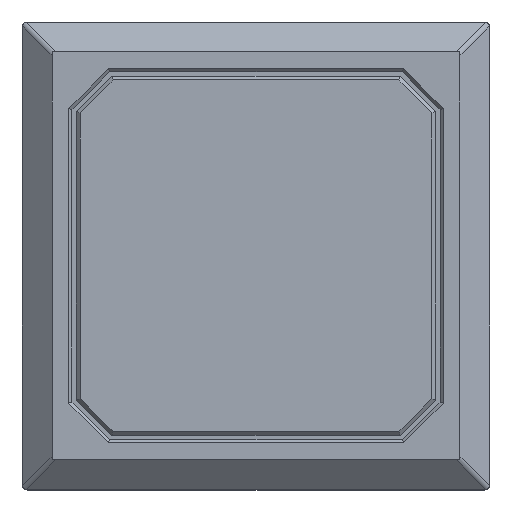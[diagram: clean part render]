
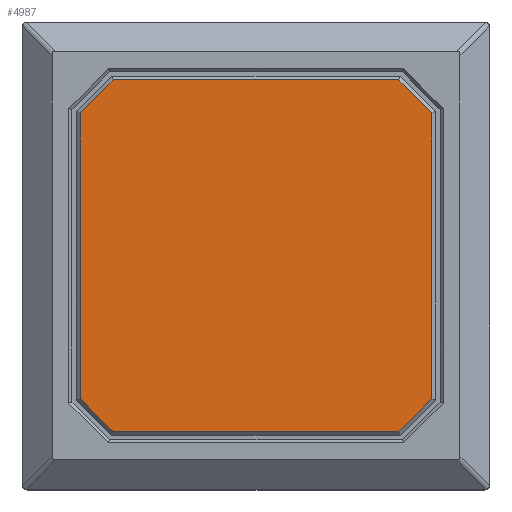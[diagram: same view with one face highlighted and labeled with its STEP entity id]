
A CAD part, top view. The second image highlights one B-rep face of the part: STEP entity #4987.
In plain terms, the highlighted planar face has unit normal (0, 0, 1).
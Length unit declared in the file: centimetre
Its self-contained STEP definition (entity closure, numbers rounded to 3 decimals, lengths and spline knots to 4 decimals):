
#197=FACE_OUTER_BOUND($,#489,.T.);
#489=EDGE_LOOP($,(#3325,#3326,#3327,#3328,#3329,#3330,#3331,#3332));
#937=LINE($,#7247,#1491);
#941=LINE($,#7255,#1495);
#944=LINE($,#7261,#1498);
#947=LINE($,#7267,#1501);
#950=LINE($,#7273,#1504);
#953=LINE($,#7279,#1507);
#956=LINE($,#7285,#1510);
#959=LINE($,#7290,#1513);
#1491=VECTOR($,#5778,0.2493);
#1495=VECTOR($,#5784,1.5274);
#1498=VECTOR($,#5789,0.2493);
#1501=VECTOR($,#5794,1.5274);
#1504=VECTOR($,#5799,0.2493);
#1507=VECTOR($,#5804,1.5274);
#1510=VECTOR($,#5809,0.2493);
#1513=VECTOR($,#5814,1.5274);
#2049=VERTEX_POINT($,#7245);
#2050=VERTEX_POINT($,#7246);
#2053=VERTEX_POINT($,#7254);
#2055=VERTEX_POINT($,#7260);
#2057=VERTEX_POINT($,#7266);
#2059=VERTEX_POINT($,#7272);
#2061=VERTEX_POINT($,#7278);
#2063=VERTEX_POINT($,#7284);
#2529=EDGE_CURVE($,#2049,#2050,#937,.T.);
#2533=EDGE_CURVE($,#2050,#2053,#941,.T.);
#2536=EDGE_CURVE($,#2053,#2055,#944,.T.);
#2539=EDGE_CURVE($,#2055,#2057,#947,.T.);
#2542=EDGE_CURVE($,#2057,#2059,#950,.T.);
#2545=EDGE_CURVE($,#2059,#2061,#953,.T.);
#2548=EDGE_CURVE($,#2061,#2063,#956,.T.);
#2551=EDGE_CURVE($,#2063,#2049,#959,.T.);
#3325=ORIENTED_EDGE($,*,*,#2529,.F.);
#3326=ORIENTED_EDGE($,*,*,#2551,.F.);
#3327=ORIENTED_EDGE($,*,*,#2548,.F.);
#3328=ORIENTED_EDGE($,*,*,#2545,.F.);
#3329=ORIENTED_EDGE($,*,*,#2542,.F.);
#3330=ORIENTED_EDGE($,*,*,#2539,.F.);
#3331=ORIENTED_EDGE($,*,*,#2536,.F.);
#3332=ORIENTED_EDGE($,*,*,#2533,.F.);
#4753=PLANE($,#5293);
#4987=ADVANCED_FACE($,(#197),#4753,.T.);
#5293=AXIS2_PLACEMENT_3D($,#7292,#5816,#5817);
#5778=DIRECTION($,(0.707,-0.707,0.));
#5784=DIRECTION($,(0.,-1.,0.));
#5789=DIRECTION($,(-0.707,-0.707,0.));
#5794=DIRECTION($,(-1.,0.,0.));
#5799=DIRECTION($,(-0.707,0.707,0.));
#5804=DIRECTION($,(0.,1.,0.));
#5809=DIRECTION($,(0.707,0.707,0.));
#5814=DIRECTION($,(1.,0.,0.));
#5816=DIRECTION('center_axis',(0.,0.,
1.));
#5817=DIRECTION('ref_axis',(-1.,0.,0.));
#7245=CARTESIAN_POINT('',(0.7637,0.94,0.775));
#7246=CARTESIAN_POINT('',(0.94,0.7637,0.775));
#7247=CARTESIAN_POINT($,(0.8049,0.8989,0.775));
#7254=CARTESIAN_POINT('',(0.94,-0.7637,0.775));
#7255=CARTESIAN_POINT($,(0.94,0.386,0.775));
#7260=CARTESIAN_POINT('',(0.7637,-0.94,0.775));
#7261=CARTESIAN_POINT($,(0.8989,-0.8049,0.775));
#7266=CARTESIAN_POINT('',(-0.7637,-0.94,0.775));
#7267=CARTESIAN_POINT($,(0.386,-0.94,0.775));
#7272=CARTESIAN_POINT('',(-0.94,-0.7637,0.775));
#7273=CARTESIAN_POINT($,(-0.8049,-0.8989,0.775));
#7278=CARTESIAN_POINT('',(-0.94,0.7637,0.775));
#7279=CARTESIAN_POINT($,(-0.94,-0.386,0.775));
#7284=CARTESIAN_POINT('',(-0.7637,0.94,0.775));
#7285=CARTESIAN_POINT($,(-0.8989,0.8049,0.775));
#7290=CARTESIAN_POINT($,(-0.386,0.94,0.775));
#7292=CARTESIAN_POINT('Origin',(0.,0.,
0.775));
